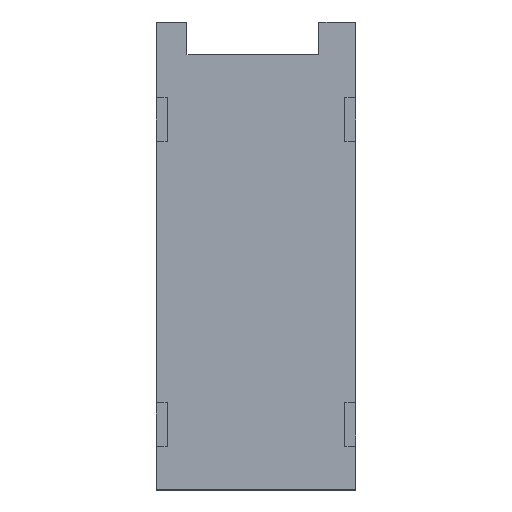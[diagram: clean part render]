
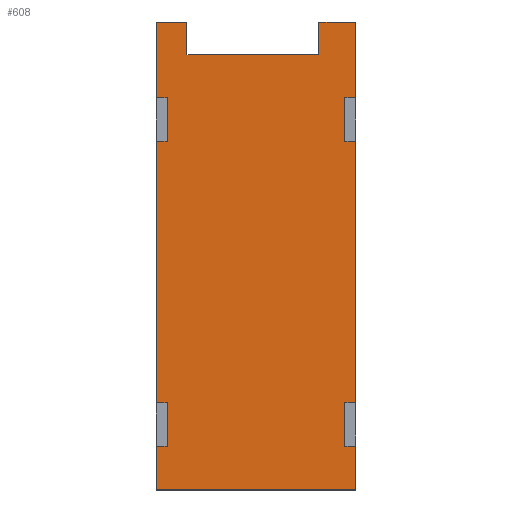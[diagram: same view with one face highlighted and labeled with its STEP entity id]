
A CAD part, top view. The second image highlights one B-rep face of the part: STEP entity #608.
In plain terms, the highlighted planar face has unit normal (0, 0, 1).
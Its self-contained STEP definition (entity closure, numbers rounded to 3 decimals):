
#54=FACE_OUTER_BOUND('',#88,.T.);
#88=EDGE_LOOP('',(#487,#488,#489,#490,#491,#492,#493,#494,#495,#496,#497,
#498,#499,#500,#501,#502,#503,#504,#505,#506,#507,#508,#509,#510));
#105=LINE('',#833,#181);
#109=LINE('',#841,#185);
#113=LINE('',#849,#189);
#117=LINE('',#856,#193);
#124=LINE('',#876,#200);
#127=LINE('',#882,#203);
#130=LINE('',#886,#206);
#131=LINE('',#888,#207);
#136=LINE('',#912,#212);
#140=LINE('',#920,#216);
#143=LINE('',#926,#219);
#147=LINE('',#934,#223);
#150=LINE('',#940,#226);
#153=LINE('',#945,#229);
#155=LINE('',#950,#231);
#156=LINE('',#952,#232);
#157=LINE('',#953,#233);
#158=LINE('',#955,#234);
#159=LINE('',#956,#235);
#160=LINE('',#958,#236);
#161=LINE('',#960,#237);
#162=LINE('',#962,#238);
#163=LINE('',#964,#239);
#164=LINE('',#965,#240);
#181=VECTOR('',#677,10.);
#185=VECTOR('',#683,10.);
#189=VECTOR('',#687,10.);
#193=VECTOR('',#691,10.);
#200=VECTOR('',#706,10.);
#203=VECTOR('',#711,10.);
#206=VECTOR('',#716,10.);
#207=VECTOR('',#719,10.);
#212=VECTOR('',#746,10.);
#216=VECTOR('',#752,10.);
#219=VECTOR('',#757,10.);
#223=VECTOR('',#765,10.);
#226=VECTOR('',#770,10.);
#229=VECTOR('',#775,10.);
#231=VECTOR('',#781,10.);
#232=VECTOR('',#782,10.);
#233=VECTOR('',#783,10.);
#234=VECTOR('',#784,10.);
#235=VECTOR('',#785,10.);
#236=VECTOR('',#786,10.);
#237=VECTOR('',#787,10.);
#238=VECTOR('',#788,10.);
#239=VECTOR('',#789,10.);
#240=VECTOR('',#790,10.);
#257=VERTEX_POINT('',#830);
#258=VERTEX_POINT('',#832);
#260=VERTEX_POINT('',#838);
#261=VERTEX_POINT('',#840);
#264=VERTEX_POINT('',#846);
#265=VERTEX_POINT('',#848);
#268=VERTEX_POINT('',#854);
#276=VERTEX_POINT('',#874);
#277=VERTEX_POINT('',#875);
#278=VERTEX_POINT('',#880);
#279=VERTEX_POINT('',#881);
#286=VERTEX_POINT('',#910);
#287=VERTEX_POINT('',#911);
#290=VERTEX_POINT('',#919);
#292=VERTEX_POINT('',#925);
#294=VERTEX_POINT('',#933);
#296=VERTEX_POINT('',#939);
#298=VERTEX_POINT('',#949);
#299=VERTEX_POINT('',#951);
#300=VERTEX_POINT('',#954);
#301=VERTEX_POINT('',#957);
#302=VERTEX_POINT('',#959);
#303=VERTEX_POINT('',#961);
#304=VERTEX_POINT('',#963);
#313=EDGE_CURVE('',#258,#257,#105,.T.);
#317=EDGE_CURVE('',#261,#260,#109,.T.);
#321=EDGE_CURVE('',#265,#264,#113,.T.);
#325=EDGE_CURVE('',#257,#268,#117,.T.);
#334=EDGE_CURVE('',#276,#277,#124,.T.);
#337=EDGE_CURVE('',#278,#279,#127,.T.);
#340=EDGE_CURVE('',#277,#278,#130,.T.);
#341=EDGE_CURVE('',#260,#276,#131,.T.);
#352=EDGE_CURVE('',#286,#287,#136,.T.);
#356=EDGE_CURVE('',#287,#290,#140,.T.);
#359=EDGE_CURVE('',#290,#292,#143,.T.);
#363=EDGE_CURVE('',#264,#294,#147,.T.);
#366=EDGE_CURVE('',#294,#296,#150,.T.);
#369=EDGE_CURVE('',#296,#261,#153,.T.);
#371=EDGE_CURVE('',#268,#298,#155,.T.);
#372=EDGE_CURVE('',#298,#299,#156,.T.);
#373=EDGE_CURVE('',#299,#265,#157,.T.);
#374=EDGE_CURVE('',#279,#300,#158,.T.);
#375=EDGE_CURVE('',#300,#286,#159,.T.);
#376=EDGE_CURVE('',#292,#301,#160,.T.);
#377=EDGE_CURVE('',#301,#302,#161,.T.);
#378=EDGE_CURVE('',#302,#303,#162,.T.);
#379=EDGE_CURVE('',#303,#304,#163,.T.);
#380=EDGE_CURVE('',#304,#258,#164,.T.);
#487=ORIENTED_EDGE('',*,*,#313,.T.);
#488=ORIENTED_EDGE('',*,*,#325,.T.);
#489=ORIENTED_EDGE('',*,*,#371,.T.);
#490=ORIENTED_EDGE('',*,*,#372,.T.);
#491=ORIENTED_EDGE('',*,*,#373,.T.);
#492=ORIENTED_EDGE('',*,*,#321,.T.);
#493=ORIENTED_EDGE('',*,*,#363,.T.);
#494=ORIENTED_EDGE('',*,*,#366,.T.);
#495=ORIENTED_EDGE('',*,*,#369,.T.);
#496=ORIENTED_EDGE('',*,*,#317,.T.);
#497=ORIENTED_EDGE('',*,*,#341,.T.);
#498=ORIENTED_EDGE('',*,*,#334,.T.);
#499=ORIENTED_EDGE('',*,*,#340,.T.);
#500=ORIENTED_EDGE('',*,*,#337,.T.);
#501=ORIENTED_EDGE('',*,*,#374,.T.);
#502=ORIENTED_EDGE('',*,*,#375,.T.);
#503=ORIENTED_EDGE('',*,*,#352,.T.);
#504=ORIENTED_EDGE('',*,*,#356,.T.);
#505=ORIENTED_EDGE('',*,*,#359,.T.);
#506=ORIENTED_EDGE('',*,*,#376,.T.);
#507=ORIENTED_EDGE('',*,*,#377,.T.);
#508=ORIENTED_EDGE('',*,*,#378,.T.);
#509=ORIENTED_EDGE('',*,*,#379,.T.);
#510=ORIENTED_EDGE('',*,*,#380,.T.);
#578=PLANE('',#660);
#608=ADVANCED_FACE('',(#54),#578,.T.);
#660=AXIS2_PLACEMENT_3D('',#948,#779,#780);
#677=DIRECTION('',(1.,0.,0.));
#683=DIRECTION('',(0.,1.,0.));
#687=DIRECTION('',(0.,1.,0.));
#691=DIRECTION('',(0.,1.,0.));
#706=DIRECTION('',(0.,-1.,0.));
#711=DIRECTION('',(0.,1.,0.));
#716=DIRECTION('',(-1.,0.,0.));
#719=DIRECTION('',(-1.,0.,0.));
#746=DIRECTION('',(1.,0.,0.));
#752=DIRECTION('',(0.,-1.,0.));
#757=DIRECTION('',(-1.,0.,0.));
#765=DIRECTION('',(-1.,0.,0.));
#770=DIRECTION('',(0.,1.,0.));
#775=DIRECTION('',(1.,0.,0.));
#779=DIRECTION('center_axis',(0.,0.,1.));
#780=DIRECTION('ref_axis',(1.,0.,0.));
#781=DIRECTION('',(-1.,0.,0.));
#782=DIRECTION('',(0.,1.,0.));
#783=DIRECTION('',(1.,0.,0.));
#784=DIRECTION('',(-1.,0.,0.));
#785=DIRECTION('',(0.,-1.,0.));
#786=DIRECTION('',(0.,-1.,0.));
#787=DIRECTION('',(1.,0.,0.));
#788=DIRECTION('',(0.,-1.,0.));
#789=DIRECTION('',(-1.,0.,0.));
#790=DIRECTION('',(0.,-1.,0.));
#830=CARTESIAN_POINT('',(96.942,360.,179.783));
#832=CARTESIAN_POINT('',(5.342,360.,179.783));
#833=CARTESIAN_POINT('',(28.242,360.,179.783));
#838=CARTESIAN_POINT('',(96.942,574.994,179.783));
#840=CARTESIAN_POINT('',(96.942,540.169,179.783));
#841=CARTESIAN_POINT('',(96.942,350.,179.783));
#846=CARTESIAN_POINT('',(96.942,520.169,179.783));
#848=CARTESIAN_POINT('',(96.942,400.112,179.783));
#849=CARTESIAN_POINT('',(96.942,350.,179.783));
#854=CARTESIAN_POINT('',(96.942,380.112,179.783));
#856=CARTESIAN_POINT('',(96.942,350.,179.783));
#874=CARTESIAN_POINT('',(80.,574.994,179.783));
#875=CARTESIAN_POINT('',(80.,560.,179.783));
#876=CARTESIAN_POINT('',(80.,518.746,179.783));
#880=CARTESIAN_POINT('',(19.44,560.,179.783));
#881=CARTESIAN_POINT('',(19.44,574.994,179.783));
#882=CARTESIAN_POINT('',(19.44,511.249,179.783));
#886=CARTESIAN_POINT('',(65.571,560.,179.783));
#888=CARTESIAN_POINT('',(96.942,574.994,179.783));
#910=CARTESIAN_POINT('',(5.342,540.169,179.783));
#911=CARTESIAN_POINT('',(10.342,540.169,179.783));
#912=CARTESIAN_POINT('',(30.742,540.169,179.783));
#919=CARTESIAN_POINT('',(10.342,520.169,179.783));
#920=CARTESIAN_POINT('',(10.342,491.333,179.783));
#925=CARTESIAN_POINT('',(5.342,520.169,179.783));
#926=CARTESIAN_POINT('',(28.242,520.169,179.783));
#933=CARTESIAN_POINT('',(91.942,520.169,179.783));
#934=CARTESIAN_POINT('',(71.542,520.169,179.783));
#939=CARTESIAN_POINT('',(91.942,540.169,179.783));
#940=CARTESIAN_POINT('',(91.942,501.333,179.783));
#945=CARTESIAN_POINT('',(74.042,540.169,179.783));
#948=CARTESIAN_POINT('Origin',(51.142,462.497,179.783));
#949=CARTESIAN_POINT('',(91.942,380.112,179.783));
#950=CARTESIAN_POINT('',(71.542,380.112,179.783));
#951=CARTESIAN_POINT('',(91.942,400.112,179.783));
#952=CARTESIAN_POINT('',(91.942,431.305,179.783));
#953=CARTESIAN_POINT('',(74.042,400.112,179.783));
#954=CARTESIAN_POINT('',(5.342,574.994,179.783));
#955=CARTESIAN_POINT('',(96.942,574.994,179.783));
#956=CARTESIAN_POINT('',(5.342,574.994,179.783));
#957=CARTESIAN_POINT('',(5.342,399.984,179.783));
#958=CARTESIAN_POINT('',(5.342,574.994,179.783));
#959=CARTESIAN_POINT('',(10.342,399.984,179.783));
#960=CARTESIAN_POINT('',(30.742,399.984,179.783));
#961=CARTESIAN_POINT('',(10.342,379.984,179.783));
#962=CARTESIAN_POINT('',(10.342,421.24,179.783));
#963=CARTESIAN_POINT('',(5.342,379.984,179.783));
#964=CARTESIAN_POINT('',(28.242,379.984,179.783));
#965=CARTESIAN_POINT('',(5.342,574.994,179.783));
